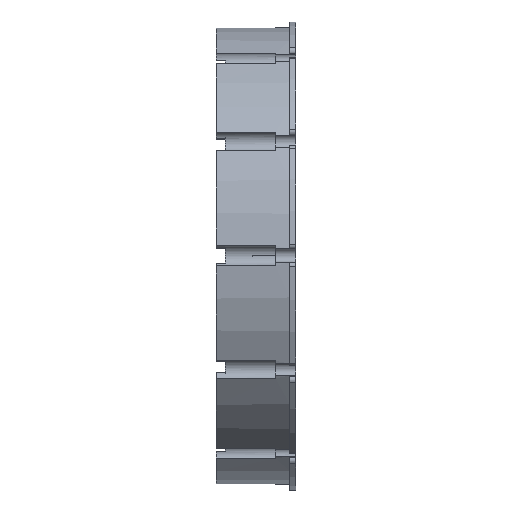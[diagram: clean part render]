
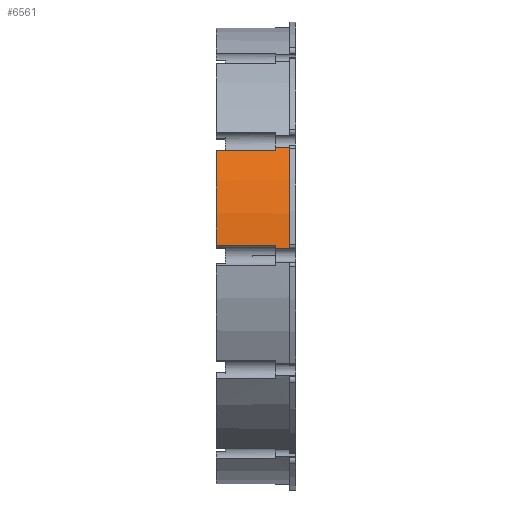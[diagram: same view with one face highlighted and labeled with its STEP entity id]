
A CAD part, top view. The second image highlights one B-rep face of the part: STEP entity #6561.
In plain terms, the highlighted cylindrical face has radius 33.5 mm (diameter 67 mm), a partial arc.
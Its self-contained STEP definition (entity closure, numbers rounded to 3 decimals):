
#134 = AXIS2_PLACEMENT_3D ( 'NONE', #5010, #1602, #2638 ) ;
#145 = CIRCLE ( 'NONE', #2317, 33.5 ) ;
#507 = AXIS2_PLACEMENT_3D ( 'NONE', #5618, #3373, #5078 ) ;
#683 = VECTOR ( 'NONE', #2978, 1000. ) ;
#688 = ORIENTED_EDGE ( 'NONE', *, *, #1248, .T. ) ;
#717 = EDGE_CURVE ( 'NONE', #1956, #4163, #6018, .T. ) ;
#817 = VERTEX_POINT ( 'NONE', #5844 ) ;
#976 = CARTESIAN_POINT ( 'NONE',  ( 7.35, 15.877, 29.499 ) ) ;
#1243 = CARTESIAN_POINT ( 'NONE',  ( 0., 0., 0. ) ) ;
#1248 = EDGE_CURVE ( 'NONE', #6323, #7368, #2205, .T. ) ;
#1390 = EDGE_CURVE ( 'NONE', #3652, #4163, #145, .T. ) ;
#1481 = ORIENTED_EDGE ( 'NONE', *, *, #717, .T. ) ;
#1602 = DIRECTION ( 'NONE',  ( -1., 0., 0. ) ) ;
#1678 = VECTOR ( 'NONE', #6302, 1000. ) ;
#1767 = EDGE_CURVE ( 'NONE', #3652, #6023, #5037, .T. ) ;
#1850 = CYLINDRICAL_SURFACE ( 'NONE', #4527, 33.5 ) ;
#1912 = CARTESIAN_POINT ( 'NONE',  ( 12.35, 15.877, 29.499 ) ) ;
#1956 = VERTEX_POINT ( 'NONE', #7195 ) ;
#2096 = CARTESIAN_POINT ( 'NONE',  ( 7.35, 15.434, 29.733 ) ) ;
#2130 = CARTESIAN_POINT ( 'NONE',  ( 2.994, 1.5, 33.466 ) ) ;
#2186 = VECTOR ( 'NONE', #4383, 1000. ) ;
#2205 = LINE ( 'NONE', #2434, #683 ) ;
#2207 = EDGE_CURVE ( 'NONE', #817, #1956, #3241, .T. ) ;
#2317 = AXIS2_PLACEMENT_3D ( 'NONE', #6061, #7178, #3226 ) ;
#2346 = CARTESIAN_POINT ( 'NONE',  ( 12.35, 1., 33.485 ) ) ;
#2366 = CARTESIAN_POINT ( 'NONE',  ( -1.363, 1.5, 33.466 ) ) ;
#2402 = ORIENTED_EDGE ( 'NONE', *, *, #1767, .T. ) ;
#2434 = CARTESIAN_POINT ( 'NONE',  ( 2.994, 15.434, 29.733 ) ) ;
#2627 = VECTOR ( 'NONE', #3063, 1000. ) ;
#2638 = DIRECTION ( 'NONE',  ( 0., 0., 1. ) ) ;
#2978 = DIRECTION ( 'NONE',  ( -1., 0., 0. ) ) ;
#3063 = DIRECTION ( 'NONE',  ( -1., 0., 0. ) ) ;
#3093 = EDGE_CURVE ( 'NONE', #5690, #817, #3955, .T. ) ;
#3226 = DIRECTION ( 'NONE',  ( 0., 0., -1. ) ) ;
#3241 = CIRCLE ( 'NONE', #5840, 33.5 ) ;
#3373 = DIRECTION ( 'NONE',  ( 1., 0., 0. ) ) ;
#3469 = CARTESIAN_POINT ( 'NONE',  ( 7.35, 0., 0. ) ) ;
#3500 = DIRECTION ( 'NONE',  ( 0., 1., 0. ) ) ;
#3652 = VERTEX_POINT ( 'NONE', #4102 ) ;
#3792 = CIRCLE ( 'NONE', #134, 33.5 ) ;
#3955 = LINE ( 'NONE', #2130, #2186 ) ;
#4102 = CARTESIAN_POINT ( 'NONE',  ( 9.45, 15.877, 29.499 ) ) ;
#4129 = CARTESIAN_POINT ( 'NONE',  ( -1.363, 15.434, 29.733 ) ) ;
#4163 = VERTEX_POINT ( 'NONE', #4498 ) ;
#4213 = ORIENTED_EDGE ( 'NONE', *, *, #6040, .F. ) ;
#4383 = DIRECTION ( 'NONE',  ( 1., 0., 0. ) ) ;
#4498 = CARTESIAN_POINT ( 'NONE',  ( 9.45, 1., 33.485 ) ) ;
#4527 = AXIS2_PLACEMENT_3D ( 'NONE', #1243, #5826, #6914 ) ;
#4607 = DIRECTION ( 'NONE',  ( 1., 0., 0. ) ) ;
#4716 = ORIENTED_EDGE ( 'NONE', *, *, #3093, .T. ) ;
#5010 = CARTESIAN_POINT ( 'NONE',  ( -1.363, 0., 0. ) ) ;
#5031 = CIRCLE ( 'NONE', #507, 33.5 ) ;
#5037 = LINE ( 'NONE', #1912, #2627 ) ;
#5078 = DIRECTION ( 'NONE',  ( 0., 0.866, -0.5 ) ) ;
#5395 = ORIENTED_EDGE ( 'NONE', *, *, #6083, .T. ) ;
#5476 = ORIENTED_EDGE ( 'NONE', *, *, #2207, .T. ) ;
#5618 = CARTESIAN_POINT ( 'NONE',  ( 7.35, 0., 0. ) ) ;
#5690 = VERTEX_POINT ( 'NONE', #2366 ) ;
#5826 = DIRECTION ( 'NONE',  ( -1., 0., 0. ) ) ;
#5840 = AXIS2_PLACEMENT_3D ( 'NONE', #3469, #4607, #3500 ) ;
#5844 = CARTESIAN_POINT ( 'NONE',  ( 7.35, 1.5, 33.466 ) ) ;
#5936 = EDGE_LOOP ( 'NONE', ( #5395, #688, #4213, #4716, #5476, #1481, #6121, #2402 ) ) ;
#6018 = LINE ( 'NONE', #2346, #1678 ) ;
#6023 = VERTEX_POINT ( 'NONE', #976 ) ;
#6040 = EDGE_CURVE ( 'NONE', #5690, #7368, #3792, .T. ) ;
#6061 = CARTESIAN_POINT ( 'NONE',  ( 9.45, 0., 0. ) ) ;
#6083 = EDGE_CURVE ( 'NONE', #6023, #6323, #5031, .T. ) ;
#6121 = ORIENTED_EDGE ( 'NONE', *, *, #1390, .F. ) ;
#6302 = DIRECTION ( 'NONE',  ( 1., 0., 0. ) ) ;
#6323 = VERTEX_POINT ( 'NONE', #2096 ) ;
#6561 = ADVANCED_FACE ( 'NONE', ( #7093 ), #1850, .T. ) ;
#6914 = DIRECTION ( 'NONE',  ( 0., 0., 1. ) ) ;
#7093 = FACE_OUTER_BOUND ( 'NONE', #5936, .T. ) ;
#7178 = DIRECTION ( 'NONE',  ( 1., 0., 0. ) ) ;
#7195 = CARTESIAN_POINT ( 'NONE',  ( 7.35, 1., 33.485 ) ) ;
#7368 = VERTEX_POINT ( 'NONE', #4129 ) ;
